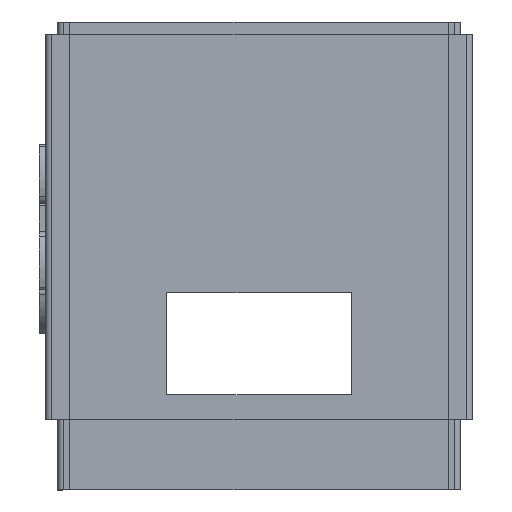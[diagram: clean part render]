
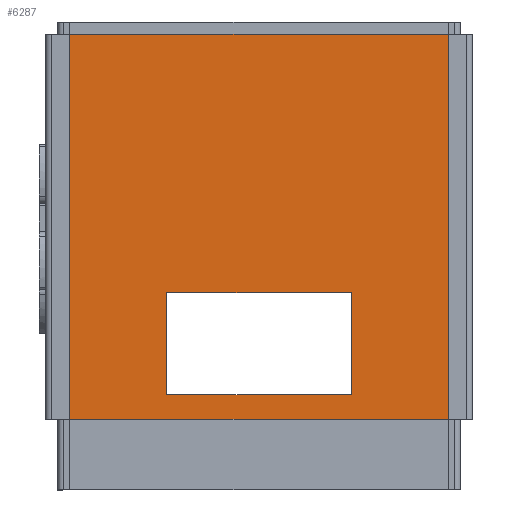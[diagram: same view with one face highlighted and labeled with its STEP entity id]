
A CAD part, left-side view. The second image highlights one B-rep face of the part: STEP entity #6287.
In plain terms, the highlighted planar face has unit normal (-1, 0, 0).
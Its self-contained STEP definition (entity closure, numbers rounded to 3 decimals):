
#45=FACE_BOUND('',#1135,.T.);
#794=FACE_OUTER_BOUND('',#1134,.T.);
#1134=EDGE_LOOP('',(#5674,#5675,#5676,#5677));
#1135=EDGE_LOOP('',(#5678,#5679,#5680,#5681));
#1714=LINE('',#10982,#2343);
#1722=LINE('',#10997,#2351);
#1729=LINE('',#11011,#2358);
#1730=LINE('',#11013,#2359);
#1731=LINE('',#11016,#2360);
#1732=LINE('',#11018,#2361);
#1733=LINE('',#11020,#2362);
#1734=LINE('',#11021,#2363);
#2343=VECTOR('',#7810,10.);
#2351=VECTOR('',#7822,10.);
#2358=VECTOR('',#7833,10.);
#2359=VECTOR('',#7836,10.);
#2360=VECTOR('',#7837,10.);
#2361=VECTOR('',#7838,10.);
#2362=VECTOR('',#7839,10.);
#2363=VECTOR('',#7840,10.);
#2984=VERTEX_POINT('',#10979);
#2985=VERTEX_POINT('',#10981);
#2990=VERTEX_POINT('',#10995);
#2995=VERTEX_POINT('',#11009);
#2996=VERTEX_POINT('',#11014);
#2997=VERTEX_POINT('',#11015);
#2998=VERTEX_POINT('',#11017);
#2999=VERTEX_POINT('',#11019);
#3882=EDGE_CURVE('',#2985,#2984,#1714,.T.);
#3890=EDGE_CURVE('',#2990,#2984,#1722,.T.);
#3897=EDGE_CURVE('',#2990,#2995,#1729,.T.);
#3898=EDGE_CURVE('',#2985,#2995,#1730,.T.);
#3899=EDGE_CURVE('',#2996,#2997,#1731,.T.);
#3900=EDGE_CURVE('',#2997,#2998,#1732,.T.);
#3901=EDGE_CURVE('',#2998,#2999,#1733,.T.);
#3902=EDGE_CURVE('',#2999,#2996,#1734,.T.);
#5674=ORIENTED_EDGE('',*,*,#3882,.T.);
#5675=ORIENTED_EDGE('',*,*,#3890,.F.);
#5676=ORIENTED_EDGE('',*,*,#3897,.T.);
#5677=ORIENTED_EDGE('',*,*,#3898,.F.);
#5678=ORIENTED_EDGE('',*,*,#3899,.T.);
#5679=ORIENTED_EDGE('',*,*,#3900,.T.);
#5680=ORIENTED_EDGE('',*,*,#3901,.T.);
#5681=ORIENTED_EDGE('',*,*,#3902,.T.);
#5963=PLANE('',#6634);
#6287=ADVANCED_FACE('',(#794,#45),#5963,.T.);
#6634=AXIS2_PLACEMENT_3D('',#11012,#7834,#7835);
#7810=DIRECTION('',(0.,0.,-1.));
#7822=DIRECTION('',(0.,1.,0.));
#7833=DIRECTION('',(0.,0.,1.));
#7834=DIRECTION('center_axis',(-1.,0.,0.));
#7835=DIRECTION('ref_axis',(0.,1.,0.));
#7836=DIRECTION('',(0.,-1.,0.));
#7837=DIRECTION('',(0.,1.,0.));
#7838=DIRECTION('',(0.,0.,1.));
#7839=DIRECTION('',(0.,-1.,0.));
#7840=DIRECTION('',(0.,0.,-1.));
#10979=CARTESIAN_POINT('',(-1.5,32.,7.24));
#10981=CARTESIAN_POINT('',(-1.5,32.,38.75));
#10982=CARTESIAN_POINT('',(-1.5,32.,29.675));
#10995=CARTESIAN_POINT('',(-1.5,1.,7.24));
#10997=CARTESIAN_POINT('',(-1.5,33.5,7.24));
#11009=CARTESIAN_POINT('',(-1.5,1.,38.75));
#11011=CARTESIAN_POINT('',(-1.5,1.,29.675));
#11012=CARTESIAN_POINT('Origin',(-1.5,-0.5,38.75));
#11013=CARTESIAN_POINT('',(-1.5,33.5,38.75));
#11014=CARTESIAN_POINT('',(-1.5,8.949,9.24));
#11015=CARTESIAN_POINT('',(-1.5,24.049,9.24));
#11016=CARTESIAN_POINT('',(-1.5,11.775,9.24));
#11017=CARTESIAN_POINT('',(-1.5,24.049,17.592));
#11018=CARTESIAN_POINT('',(-1.5,24.049,28.171));
#11019=CARTESIAN_POINT('',(-1.5,8.949,17.592));
#11020=CARTESIAN_POINT('',(-1.5,4.225,17.592));
#11021=CARTESIAN_POINT('',(-1.5,8.949,23.995));
